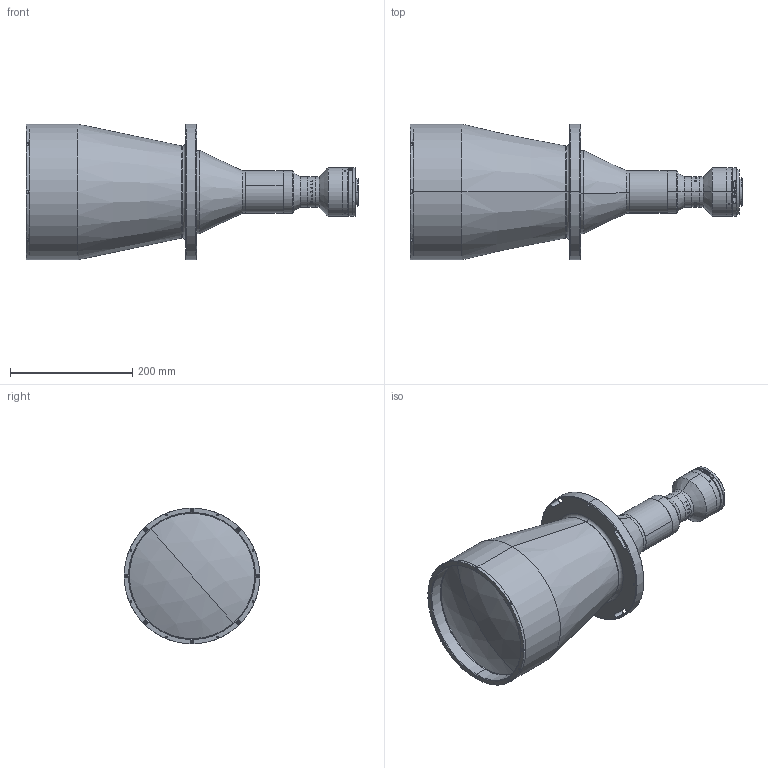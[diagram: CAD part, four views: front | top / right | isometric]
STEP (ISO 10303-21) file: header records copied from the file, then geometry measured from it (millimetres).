
FILE_DESCRIPTION (( 'STEP AP203' ), '1' );
FILE_NAME ('XF-PTL19529-F.STEP', '2019-07-22T09:07:48', ( 'puyufan' ), ( '' ), 'SwSTEP 2.0', 'SolidWorks 2014', '' );
FILE_SCHEMA (( 'CONFIG_CONTROL_DESIGN' ));
Length unit declared in the file: millimetre
Products named in the file (1): XF-PTL19529-F
Bounding box: 543.17 x 222 x 222 mm (x, y, z)
Surface area: 387647.5 mm2 (no closed solid volume)
Topology: 0 solids, 42 shells, 307 faces, 1411 edges, 1142 vertices
Faces by surface type: cylinder 150, plane 98, cone 38, torus 16, sphere 4, bspline 1
Entity records: 20560 total; most frequent: CARTESIAN_POINT 9301, DIRECTION 2301, ORIENTED_EDGE 2003, EDGE_CURVE 1411, VERTEX_POINT 1142, AXIS2_PLACEMENT_3D 881, CIRCLE 574, VECTOR 539
